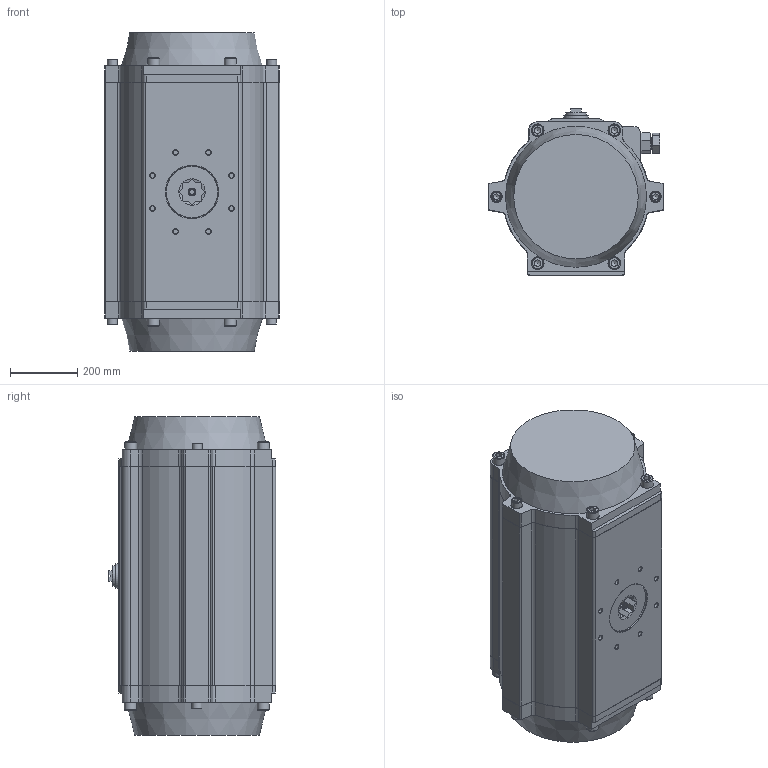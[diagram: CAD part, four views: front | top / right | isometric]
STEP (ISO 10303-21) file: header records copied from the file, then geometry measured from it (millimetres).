
FILE_DESCRIPTION(/* description */ ('Unknown'),/* implementation_level */ '2;1');
FILE_NAME(/* name */ 'PD17_PE16',/* time_stamp */ '2022-02-21T12:49:58+01:00',/* author */ ('Unknown'),/* organization */ ('Unknown'),/* preprocessor_version */ 'ST-DEVELOPER v16.7',/* originating_system */ 'Solid Edge',/* authorisation */ 'Unknown');
FILE_SCHEMA (('AUTOMOTIVE_DESIGN {1 0 10303 214 3 1 1}'));
Length unit declared in the file: millimetre
Products named in the file (12): PD17_PE16; VT400-01; VT400-03 3D; VT400-09; VT400-04; socket head cap screw fine_din_DIN 912 M24x2 x 100 --- 100N; hex screw gradeab_din_ISO 4017 - M36 x 160-N; hex nut gradec_din_Hexagon Nut ISO 4034 - M36 - N; o-rings series a gb_GB-T 3452.1 15x3.55-A; socket head cap screw_din_DIN 912 M20 x 100 --- 100N; VT400-10 踢扽菜え; circlips for shaft--type b gb_GB_CONNECTING_PIECE_RINGS_CSB 60
Assembly tree (25 placements, depth 2):
  PD17_PE16
    VT400-01
    VT400-03 3D
    VT400-09
    VT400-04  x2
    socket head cap screw fine_din_DIN 912 M24x2 x 100 --- 100N  x8
    hex screw gradeab_din_ISO 4017 - M36 x 160-N  x2
    hex nut gradec_din_Hexagon Nut ISO 4034 - M36 - N  x2
    o-rings series a gb_GB-T 3452.1 15x3.55-A  x2
    socket head cap screw_din_DIN 912 M20 x 100 --- 100N  x4
    VT400-10 踢扽菜え
    circlips for shaft--type b gb_GB_CONNECTING_PIECE_RINGS_CSB 60
Bounding box: 520 x 496 x 946 mm (x, y, z)
Volume: 55888316 mm3; surface area: 4129337.3 mm2
Topology: 25 solids, 25 shells, 815 faces, 1855 edges, 1176 vertices
Faces by surface type: plane 424, cylinder 224, cone 110, torus 42, bspline 15
Full cylindrical faces by diameter (mm): 3 x2, 4.2 x4, 5 x5, 10 x2, 13 x1, 14.5 x8, 16 x3, 17.5 x4, 19 x2, 20 x4, 21 x8, 22 x4, 24 x8, 26 x8, 30 x4, 32 x4, 34 x4, 36 x12, 38 x8, 45 x2, 50.8 x1, 55 x2, 56 x1, 56.5 x1, 60 x5, 60.2 x2, 68 x2, 72 x2, 117.5 x1, 147 x1
Entity records: 13367 total; most frequent: CARTESIAN_POINT 3111, DIRECTION 2194, ORIENTED_EDGE 1696, AXIS2_PLACEMENT_3D 931, EDGE_CURVE 848, FACE_BOUND 738, EDGE_LOOP 735, VERTEX_POINT 632
